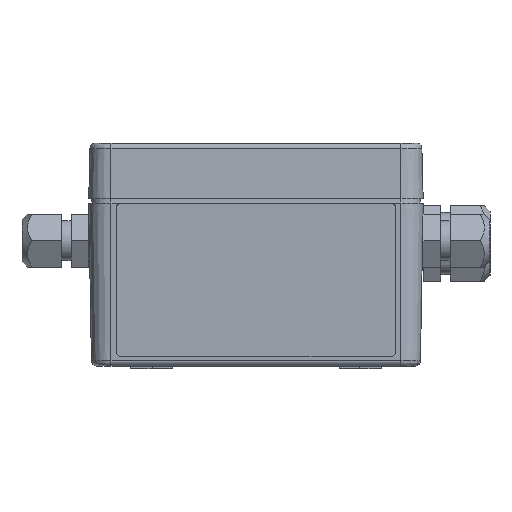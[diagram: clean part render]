
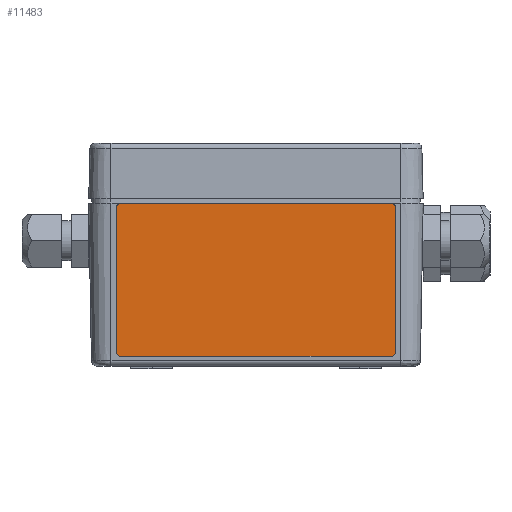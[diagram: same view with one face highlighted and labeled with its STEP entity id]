
A CAD part, left-side view. The second image highlights one B-rep face of the part: STEP entity #11483.
In plain terms, the highlighted planar face has unit normal (-1, 0, -0.017).
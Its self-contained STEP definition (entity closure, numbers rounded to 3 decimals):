
#314 = DIRECTION ( 'NONE',  ( -1., 0., -0.017 ) ) ;
#652 = EDGE_LOOP ( 'NONE', ( #12149, #9476, #16518, #10383, #13391, #7196, #14961, #11925 ) ) ;
#1466 = VECTOR ( 'NONE', #3883, 1000. ) ;
#1873 = LINE ( 'NONE', #14574, #1466 ) ;
#1928 = DIRECTION ( 'NONE',  ( 0., 1., 0. ) ) ;
#1974 = DIRECTION ( 'NONE',  ( -1., 0., -0.017 ) ) ;
#2007 = CARTESIAN_POINT ( 'NONE',  ( -110.474, 48.5, 56.992 ) ) ;
#2160 = LINE ( 'NONE', #9259, #8906 ) ;
#2250 = EDGE_CURVE ( 'NONE', #17731, #10298, #16104, .T. ) ;
#2315 = CARTESIAN_POINT ( 'NONE',  ( -109.56, -48.5, 3.499 ) ) ;
#2504 = EDGE_CURVE ( 'NONE', #6027, #17731, #9105, .T. ) ;
#2795 = CARTESIAN_POINT ( 'NONE',  ( -109.586, 50., 4.999 ) ) ;
#3091 = FACE_OUTER_BOUND ( 'NONE', #652, .T. ) ;
#3217 = CARTESIAN_POINT ( 'NONE',  ( -109.586, -48.5, 4.999 ) ) ;
#3883 = DIRECTION ( 'NONE',  ( -0.017, 0., 1. ) ) ;
#4555 = DIRECTION ( 'NONE',  ( 0., 1., 0. ) ) ;
#4965 = CIRCLE ( 'NONE', #17496, 1.5 ) ;
#5014 = DIRECTION ( 'NONE',  ( -1., 0., -0.017 ) ) ;
#5537 = DIRECTION ( 'NONE',  ( 0.017, 0., -1. ) ) ;
#5604 = DIRECTION ( 'NONE',  ( 0., 1., 0. ) ) ;
#5680 = PLANE ( 'NONE',  #16449 ) ;
#5729 = DIRECTION ( 'NONE',  ( -1., 0., -0.017 ) ) ;
#6027 = VERTEX_POINT ( 'NONE', #12294 ) ;
#6081 = EDGE_CURVE ( 'NONE', #14954, #7178, #2160, .T. ) ;
#7178 = VERTEX_POINT ( 'NONE', #2315 ) ;
#7196 = ORIENTED_EDGE ( 'NONE', *, *, #6081, .T. ) ;
#7661 = CARTESIAN_POINT ( 'NONE',  ( -110.474, -50., 56.992 ) ) ;
#7759 = CARTESIAN_POINT ( 'NONE',  ( -110.5, -48.5, 58.491 ) ) ;
#7874 = CIRCLE ( 'NONE', #16785, 1.5 ) ;
#7903 = EDGE_CURVE ( 'NONE', #15875, #6027, #11349, .T. ) ;
#8404 = CARTESIAN_POINT ( 'NONE',  ( -110.474, -48.5, 56.992 ) ) ;
#8520 = CARTESIAN_POINT ( 'NONE',  ( -109.586, 50., 4.999 ) ) ;
#8521 = AXIS2_PLACEMENT_3D ( 'NONE', #8404, #314, #9791 ) ;
#8692 = EDGE_CURVE ( 'NONE', #17286, #15875, #11312, .T. ) ;
#8902 = EDGE_CURVE ( 'NONE', #10058, #17286, #1873, .T. ) ;
#8906 = VECTOR ( 'NONE', #9176, 1000. ) ;
#9105 = CIRCLE ( 'NONE', #12600, 1.5 ) ;
#9176 = DIRECTION ( 'NONE',  ( 0., -1., 0. ) ) ;
#9259 = CARTESIAN_POINT ( 'NONE',  ( -109.56, 48.5, 3.499 ) ) ;
#9476 = ORIENTED_EDGE ( 'NONE', *, *, #7903, .T. ) ;
#9791 = DIRECTION ( 'NONE',  ( 0., -1., 0. ) ) ;
#10058 = VERTEX_POINT ( 'NONE', #15608 ) ;
#10298 = VERTEX_POINT ( 'NONE', #2795 ) ;
#10383 = ORIENTED_EDGE ( 'NONE', *, *, #2250, .T. ) ;
#10432 = VECTOR ( 'NONE', #5604, 1000. ) ;
#11312 = CIRCLE ( 'NONE', #8521, 1.5 ) ;
#11349 = LINE ( 'NONE', #16644, #10432 ) ;
#11483 = ADVANCED_FACE ( 'NONE', ( #3091 ), #5680, .T. ) ;
#11925 = ORIENTED_EDGE ( 'NONE', *, *, #8902, .T. ) ;
#12149 = ORIENTED_EDGE ( 'NONE', *, *, #8692, .T. ) ;
#12294 = CARTESIAN_POINT ( 'NONE',  ( -110.5, 48.5, 58.491 ) ) ;
#12471 = VECTOR ( 'NONE', #5537, 1000. ) ;
#12600 = AXIS2_PLACEMENT_3D ( 'NONE', #2007, #1974, #1928 ) ;
#12824 = DIRECTION ( 'NONE',  ( -1., 0., -0.017 ) ) ;
#13312 = CARTESIAN_POINT ( 'NONE',  ( -109.586, 48.5, 4.999 ) ) ;
#13391 = ORIENTED_EDGE ( 'NONE', *, *, #14791, .T. ) ;
#14035 = CARTESIAN_POINT ( 'NONE',  ( -110.474, -48.5, 56.992 ) ) ;
#14194 = CARTESIAN_POINT ( 'NONE',  ( -110.474, 50., 56.992 ) ) ;
#14574 = CARTESIAN_POINT ( 'NONE',  ( -109.586, -50., 4.999 ) ) ;
#14659 = DIRECTION ( 'NONE',  ( 0., 1., 0. ) ) ;
#14791 = EDGE_CURVE ( 'NONE', #10298, #14954, #7874, .T. ) ;
#14954 = VERTEX_POINT ( 'NONE', #16551 ) ;
#14961 = ORIENTED_EDGE ( 'NONE', *, *, #17652, .T. ) ;
#15373 = DIRECTION ( 'NONE',  ( 0., -1., 0. ) ) ;
#15608 = CARTESIAN_POINT ( 'NONE',  ( -109.586, -50., 4.999 ) ) ;
#15875 = VERTEX_POINT ( 'NONE', #7759 ) ;
#16104 = LINE ( 'NONE', #8520, #12471 ) ;
#16449 = AXIS2_PLACEMENT_3D ( 'NONE', #14035, #5729, #15373 ) ;
#16518 = ORIENTED_EDGE ( 'NONE', *, *, #2504, .T. ) ;
#16551 = CARTESIAN_POINT ( 'NONE',  ( -109.56, 48.5, 3.499 ) ) ;
#16644 = CARTESIAN_POINT ( 'NONE',  ( -110.5, 48.5, 58.491 ) ) ;
#16785 = AXIS2_PLACEMENT_3D ( 'NONE', #13312, #5014, #14659 ) ;
#17286 = VERTEX_POINT ( 'NONE', #7661 ) ;
#17496 = AXIS2_PLACEMENT_3D ( 'NONE', #3217, #12824, #4555 ) ;
#17652 = EDGE_CURVE ( 'NONE', #7178, #10058, #4965, .T. ) ;
#17731 = VERTEX_POINT ( 'NONE', #14194 ) ;
